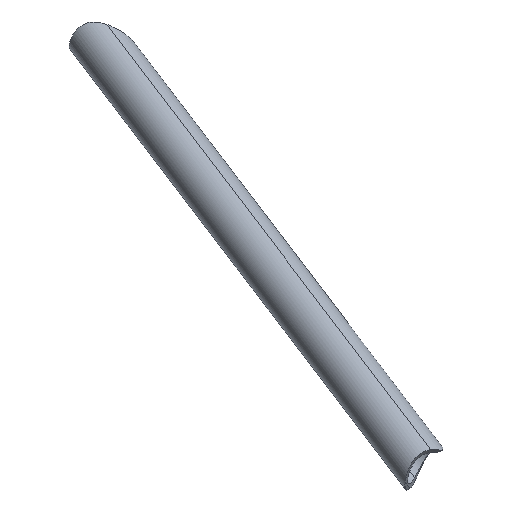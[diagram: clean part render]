
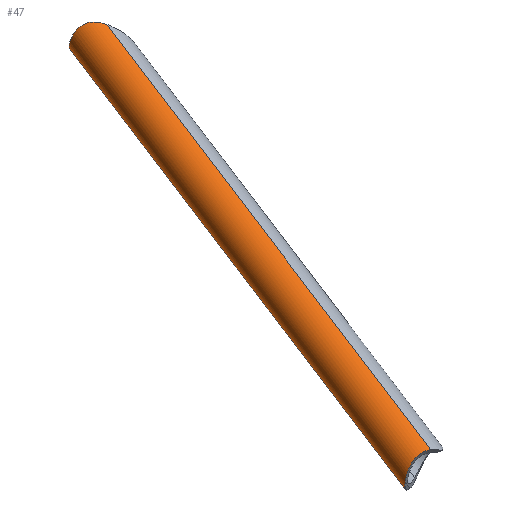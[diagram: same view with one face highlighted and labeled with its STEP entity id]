
A CAD part, left-side view. The second image highlights one B-rep face of the part: STEP entity #47.
In plain terms, the highlighted cylindrical face has radius 7.5 mm (diameter 15 mm), a partial arc.
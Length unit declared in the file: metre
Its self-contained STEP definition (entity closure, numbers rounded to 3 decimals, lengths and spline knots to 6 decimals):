
#47=ADVANCED_FACE('0:39',(#92),#93,.T.);
#92=FACE_OUTER_BOUND('',#131,.T.);
#93=CYLINDRICAL_SURFACE('',#132,0.0075);
#131=EDGE_LOOP('',(#200,#201,#202,#203,#204,#205,#206));
#132=AXIS2_PLACEMENT_3D('',#207,#208,#209);
#200=ORIENTED_EDGE('',*,*,#246,.T.);
#201=ORIENTED_EDGE('',*,*,#263,.F.);
#202=ORIENTED_EDGE('',*,*,#270,.T.);
#203=ORIENTED_EDGE('',*,*,#268,.F.);
#204=ORIENTED_EDGE('',*,*,#271,.F.);
#205=ORIENTED_EDGE('',*,*,#250,.T.);
#206=ORIENTED_EDGE('',*,*,#255,.T.);
#207=CARTESIAN_POINT('',(-1.823061,-0.276903,0.167097));
#208=DIRECTION('',(0.392,0.558,0.732));
#209=DIRECTION('',(0.732,0.293,-0.615));
#246=EDGE_CURVE('',#289,#290,#291,.T.);
#250=EDGE_CURVE('',#298,#296,#299,.T.);
#255=EDGE_CURVE('',#296,#289,#305,.T.);
#263=EDGE_CURVE('0:72',#315,#290,#317,.T.);
#268=EDGE_CURVE('0:84',#322,#320,#324,.T.);
#270=EDGE_CURVE('0:90',#315,#320,#326,.T.);
#271=EDGE_CURVE('',#298,#322,#327,.T.);
#289=VERTEX_POINT('',#407);
#290=VERTEX_POINT('',#408);
#291=LINE('',#409,#410);
#296=VERTEX_POINT('',#463);
#298=VERTEX_POINT('',#513);
#299=LINE('',#514,#515);
#305=B_SPLINE_CURVE_WITH_KNOTS('',5,(#565,#566,#567,#568,#569,#570,#571,#572,#573,#574,#575,#576,#577,#578,#579,#580,#581,#582,#583,#584,#585,#586,#587,#588,#589,#590,#591,#592,#593,#594,#595,#596,#597,#598,#599,#600,#601,#602,#603,#604,#605,#606,#607,#608,#609,#610,#611,#612,#613),.UNSPECIFIED.,.F.,.F.,(6,5,3,3,3,3,3,3,3,3,5,3,3,3,6),(0.0,11.300419,15.844978,18.699998,22.635632,29.006625,33.49701,36.821081,39.717054,45.591459,50.15865,56.275361,60.708227,65.907711,70.687857),.UNSPECIFIED.);
#315=VERTEX_POINT('',#670);
#317=B_SPLINE_CURVE_WITH_KNOTS('',3,(#672,#673,#674,#675,#676,#677,#678,#679,#680,#681,#682,#683,#684,#685,#686,#687,#688,#689,#690,#691),.UNSPECIFIED.,.F.,.F.,(4,2,2,2,2,2,2,2,2,4),(0.0,5.445283,10.890566,13.613207,16.335849,19.05849,21.781132,26.91985,32.058568,35.48438),.UNSPECIFIED.);
#320=VERTEX_POINT('',#694);
#322=VERTEX_POINT('',#700);
#324=B_SPLINE_CURVE_WITH_KNOTS('',3,(#707,#708,#709,#710),.UNSPECIFIED.,.F.,.F.,(4,4),(2.578338,5.074952),.UNSPECIFIED.);
#326=B_SPLINE_CURVE_WITH_KNOTS('',3,(#712,#713,#714,#715,#716,#717,#718,#719,#720,#721),.UNSPECIFIED.,.F.,.F.,(4,3,3,4),(19.815859,24.388478,27.875209,28.961097),.UNSPECIFIED.);
#327=B_SPLINE_CURVE_WITH_KNOTS('',5,(#722,#723,#724,#725,#726,#727,#728,#729,#730,#731,#732,#733,#734,#735,#736,#737,#738,#739,#740,#741),.UNSPECIFIED.,.F.,.F.,(6,3,3,3,5,6),(0.0,6.848594,10.861609,18.256487,22.554603,25.181355),.UNSPECIFIED.);
#407=CARTESIAN_POINT('',(-1.76618,-0.201596,0.258406));
#408=CARTESIAN_POINT('',(-1.829529,-0.291713,0.140165));
#409=CARTESIAN_POINT('',(-1.817573,-0.274705,0.162481));
#410=VECTOR('',#761,1.0);
#463=CARTESIAN_POINT('',(-1.77855,-0.207977,0.265033));
#513=CARTESIAN_POINT('',(-1.840569,-0.296202,0.149275));
#514=CARTESIAN_POINT('',(-1.828548,-0.279102,0.171712));
#515=VECTOR('',#765,1.0);
#565=CARTESIAN_POINT('',(-1.766487,-0.208783,0.258321));
#566=CARTESIAN_POINT('',(-1.767098,-0.210256,0.258162));
#567=CARTESIAN_POINT('',(-1.767896,-0.211648,0.258009));
#568=CARTESIAN_POINT('',(-1.768813,-0.212936,0.257922));
#569=CARTESIAN_POINT('',(-1.769949,-0.214128,0.25796));
#570=CARTESIAN_POINT('',(-1.771219,-0.214931,0.258249));
#571=CARTESIAN_POINT('',(-1.77173,-0.215254,0.258366));
#572=CARTESIAN_POINT('',(-1.772271,-0.21552,0.258524));
#573=CARTESIAN_POINT('',(-1.77284,-0.21571,0.258734));
#574=CARTESIAN_POINT('',(-1.773773,-0.215831,0.259174));
#575=CARTESIAN_POINT('',(-1.774638,-0.215651,0.259727));
#576=CARTESIAN_POINT('',(-1.774954,-0.215538,0.259952));
#577=CARTESIAN_POINT('',(-1.775656,-0.215181,0.260505));
#578=CARTESIAN_POINT('',(-1.776237,-0.214649,0.261075));
#579=CARTESIAN_POINT('',(-1.776534,-0.214298,0.261404));
#580=CARTESIAN_POINT('',(-1.77722,-0.213302,0.262244));
#581=CARTESIAN_POINT('',(-1.777702,-0.212141,0.263028));
#582=CARTESIAN_POINT('',(-1.777941,-0.211388,0.263482));
#583=CARTESIAN_POINT('',(-1.778268,-0.210049,0.264204));
#584=CARTESIAN_POINT('',(-1.778482,-0.208631,0.264808));
#585=CARTESIAN_POINT('',(-1.778554,-0.208033,0.265034));
#586=CARTESIAN_POINT('',(-1.778652,-0.20697,0.265377));
#587=CARTESIAN_POINT('',(-1.778709,-0.205873,0.265602));
#588=CARTESIAN_POINT('',(-1.778726,-0.205399,0.265673));
#589=CARTESIAN_POINT('',(-1.778743,-0.204506,0.265745));
#590=CARTESIAN_POINT('',(-1.778728,-0.203613,0.265683));
#591=CARTESIAN_POINT('',(-1.778713,-0.2032,0.26562));
#592=CARTESIAN_POINT('',(-1.778639,-0.201975,0.265318));
#593=CARTESIAN_POINT('',(-1.778454,-0.200876,0.264693));
#594=CARTESIAN_POINT('',(-1.778262,-0.200248,0.264153));
#595=CARTESIAN_POINT('',(-1.777782,-0.199299,0.26312));
#596=CARTESIAN_POINT('',(-1.777069,-0.198624,0.262052));
#597=CARTESIAN_POINT('',(-1.776713,-0.198378,0.261595));
#598=CARTESIAN_POINT('',(-1.776317,-0.198179,0.261158));
#599=CARTESIAN_POINT('',(-1.775888,-0.198025,0.260751));
#600=CARTESIAN_POINT('',(-1.775314,-0.197818,0.260205));
#601=CARTESIAN_POINT('',(-1.774662,-0.197686,0.259694));
#602=CARTESIAN_POINT('',(-1.77394,-0.197634,0.259242));
#603=CARTESIAN_POINT('',(-1.772602,-0.197691,0.258598));
#604=CARTESIAN_POINT('',(-1.771185,-0.198007,0.258213));
#605=CARTESIAN_POINT('',(-1.770586,-0.198186,0.258099));
#606=CARTESIAN_POINT('',(-1.769298,-0.198678,0.257955));
#607=CARTESIAN_POINT('',(-1.768101,-0.199401,0.25801));
#608=CARTESIAN_POINT('',(-1.767499,-0.199861,0.258089));
#609=CARTESIAN_POINT('',(-1.766482,-0.200897,0.258299));
#610=CARTESIAN_POINT('',(-1.765835,-0.202192,0.258508));
#611=CARTESIAN_POINT('',(-1.765633,-0.202865,0.258583));
#612=CARTESIAN_POINT('',(-1.765534,-0.203551,0.25862));
#613=CARTESIAN_POINT('',(-1.765516,-0.204238,0.258627));
#670=CARTESIAN_POINT('',(-1.831294,-0.290974,0.138837));
#672=CARTESIAN_POINT('',(-1.831294,-0.290974,0.138837));
#673=CARTESIAN_POINT('',(-1.830212,-0.291392,0.139442));
#674=CARTESIAN_POINT('',(-1.829283,-0.291794,0.140307));
#675=CARTESIAN_POINT('',(-1.827785,-0.292651,0.142263));
#676=CARTESIAN_POINT('',(-1.827207,-0.293112,0.143367));
#677=CARTESIAN_POINT('',(-1.826752,-0.293935,0.145072));
#678=CARTESIAN_POINT('',(-1.826671,-0.294232,0.145648));
#679=CARTESIAN_POINT('',(-1.826698,-0.294873,0.146767));
#680=CARTESIAN_POINT('',(-1.826809,-0.295218,0.147307));
#681=CARTESIAN_POINT('',(-1.82724,-0.295924,0.14827));
#682=CARTESIAN_POINT('',(-1.82756,-0.296285,0.148689));
#683=CARTESIAN_POINT('',(-1.828353,-0.296972,0.14936));
#684=CARTESIAN_POINT('',(-1.828823,-0.297298,0.149612));
#685=CARTESIAN_POINT('',(-1.830281,-0.298149,0.15013));
#686=CARTESIAN_POINT('',(-1.831395,-0.29862,0.150226));
#687=CARTESIAN_POINT('',(-1.83369,-0.2993,0.150113));
#688=CARTESIAN_POINT('',(-1.834879,-0.299517,0.149906));
#689=CARTESIAN_POINT('',(-1.836849,-0.299575,0.149417));
#690=CARTESIAN_POINT('',(-1.837634,-0.299516,0.149182));
#691=CARTESIAN_POINT('',(-1.838391,-0.29934,0.148921));
#694=CARTESIAN_POINT('',(-1.837372,-0.289227,0.138775));
#700=CARTESIAN_POINT('',(-1.838849,-0.289197,0.139663));
#707=CARTESIAN_POINT('',(-1.838849,-0.289197,0.139663));
#708=CARTESIAN_POINT('',(-1.838386,-0.289158,0.139332));
#709=CARTESIAN_POINT('',(-1.837892,-0.28917,0.139029));
#710=CARTESIAN_POINT('',(-1.837372,-0.289227,0.138775));
#712=CARTESIAN_POINT('',(-1.831294,-0.290974,0.138837));
#713=CARTESIAN_POINT('',(-1.832183,-0.290422,0.138491));
#714=CARTESIAN_POINT('',(-1.833204,-0.29002,0.138262));
#715=CARTESIAN_POINT('',(-1.834257,-0.289739,0.138225));
#716=CARTESIAN_POINT('',(-1.835059,-0.289524,0.138197));
#717=CARTESIAN_POINT('',(-1.83588,-0.289379,0.138284));
#718=CARTESIAN_POINT('',(-1.836659,-0.289292,0.138517));
#719=CARTESIAN_POINT('',(-1.836902,-0.289264,0.138589));
#720=CARTESIAN_POINT('',(-1.83714,-0.289243,0.138675));
#721=CARTESIAN_POINT('',(-1.837372,-0.289227,0.138775));
#722=CARTESIAN_POINT('',(-1.838391,-0.29934,0.148921));
#723=CARTESIAN_POINT('',(-1.839033,-0.298646,0.1492));
#724=CARTESIAN_POINT('',(-1.839624,-0.297861,0.149381));
#725=CARTESIAN_POINT('',(-1.840165,-0.297012,0.149437));
#726=CARTESIAN_POINT('',(-1.84092,-0.295608,0.149267));
#727=CARTESIAN_POINT('',(-1.841458,-0.294239,0.148679));
#728=CARTESIAN_POINT('',(-1.841622,-0.293748,0.148404));
#729=CARTESIAN_POINT('',(-1.841985,-0.292424,0.147476));
#730=CARTESIAN_POINT('',(-1.842043,-0.291348,0.146205));
#731=CARTESIAN_POINT('',(-1.84195,-0.290789,0.145298));
#732=CARTESIAN_POINT('',(-1.841621,-0.290092,0.143825));
#733=CARTESIAN_POINT('',(-1.841002,-0.289651,0.142393));
#734=CARTESIAN_POINT('',(-1.840735,-0.289521,0.141881));
#735=CARTESIAN_POINT('',(-1.840428,-0.289418,0.141392));
#736=CARTESIAN_POINT('',(-1.840081,-0.289342,0.140936));
#737=CARTESIAN_POINT('',(-1.83987,-0.289295,0.140657));
#738=CARTESIAN_POINT('',(-1.839641,-0.289257,0.140388));
#739=CARTESIAN_POINT('',(-1.839394,-0.289228,0.14013));
#740=CARTESIAN_POINT('',(-1.839131,-0.289208,0.139888));
#741=CARTESIAN_POINT('',(-1.838849,-0.289197,0.139663));
#761=DIRECTION('',(-0.392,-0.558,-0.732));
#765=DIRECTION('',(0.392,0.558,0.732));
